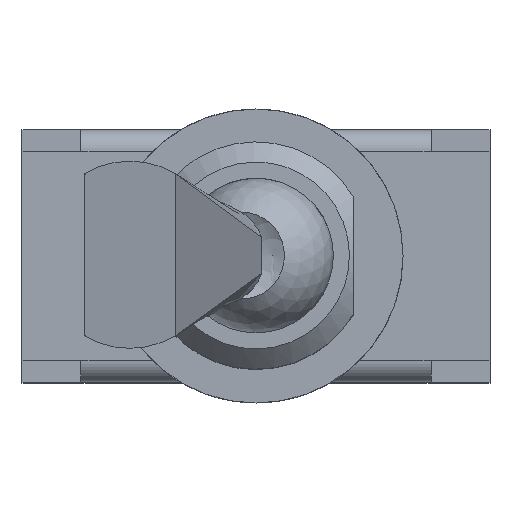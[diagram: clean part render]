
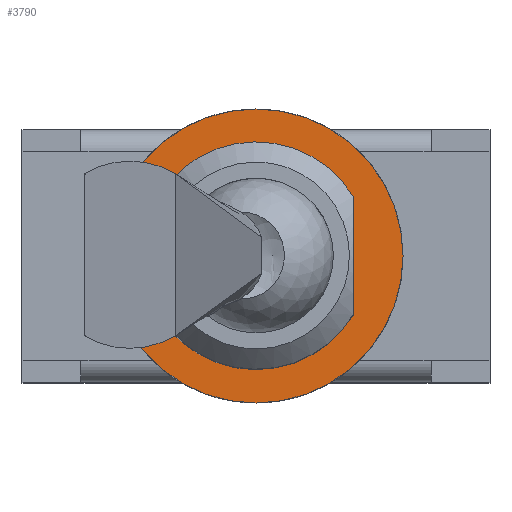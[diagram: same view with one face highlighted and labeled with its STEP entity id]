
A CAD part, top view. The second image highlights one B-rep face of the part: STEP entity #3790.
In plain terms, the highlighted planar face has unit normal (0, 0, 1).
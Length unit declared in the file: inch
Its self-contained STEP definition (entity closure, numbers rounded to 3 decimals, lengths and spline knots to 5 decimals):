
#108=FACE_BOUND('',#1519,.T.);
#463=LINE('',#6287,#878);
#878=VECTOR('',#5113,0.3937);
#1070=PLANE('',#4137);
#1284=FACE_OUTER_BOUND('',#1518,.T.);
#1518=EDGE_LOOP('',(#3419));
#1519=EDGE_LOOP('',(#3420,#3421));
#1634=CIRCLE('',#4134,0.15709);
#1637=CIRCLE('',#4138,0.12146);
#1939=VERTEX_POINT('',#6278);
#1940=VERTEX_POINT('',#6284);
#1941=VERTEX_POINT('',#6285);
#2432=EDGE_CURVE('',#1939,#1939,#1634,.T.);
#2436=EDGE_CURVE('',#1940,#1941,#1637,.T.);
#2437=EDGE_CURVE('',#1941,#1940,#463,.T.);
#3419=ORIENTED_EDGE('',*,*,#2432,.F.);
#3420=ORIENTED_EDGE('',*,*,#2436,.T.);
#3421=ORIENTED_EDGE('',*,*,#2437,.T.);
#3790=ADVANCED_FACE('',(#1284,#108),#1070,.F.);
#4134=AXIS2_PLACEMENT_3D('',#6279,#5102,#5103);
#4137=AXIS2_PLACEMENT_3D('',#6283,#5109,#5110);
#4138=AXIS2_PLACEMENT_3D('',#6286,#5111,#5112);
#5102=DIRECTION('center_axis',(0.,0.,-1.));
#5103=DIRECTION('ref_axis',(-1.,0.,0.));
#5109=DIRECTION('center_axis',(0.,0.,-1.));
#5110=DIRECTION('ref_axis',(-1.,0.,0.));
#5111=DIRECTION('center_axis',(0.,0.,-1.));
#5112=DIRECTION('ref_axis',(0.854,0.52,0.));
#5113=DIRECTION('',(0.,-1.,0.));
#6278=CARTESIAN_POINT('',(0.15709,0.,0.40669));
#6279=CARTESIAN_POINT('Origin',(0.,0.,0.40669));
#6283=CARTESIAN_POINT('Origin',(0.,0.,0.40669));
#6284=CARTESIAN_POINT('',(0.10374,-0.06316,0.40669));
#6285=CARTESIAN_POINT('',(0.10374,0.06316,0.40669));
#6286=CARTESIAN_POINT('Origin',(0.,0.,0.40669));
#6287=CARTESIAN_POINT('',(0.10374,0.03158,0.40669));
